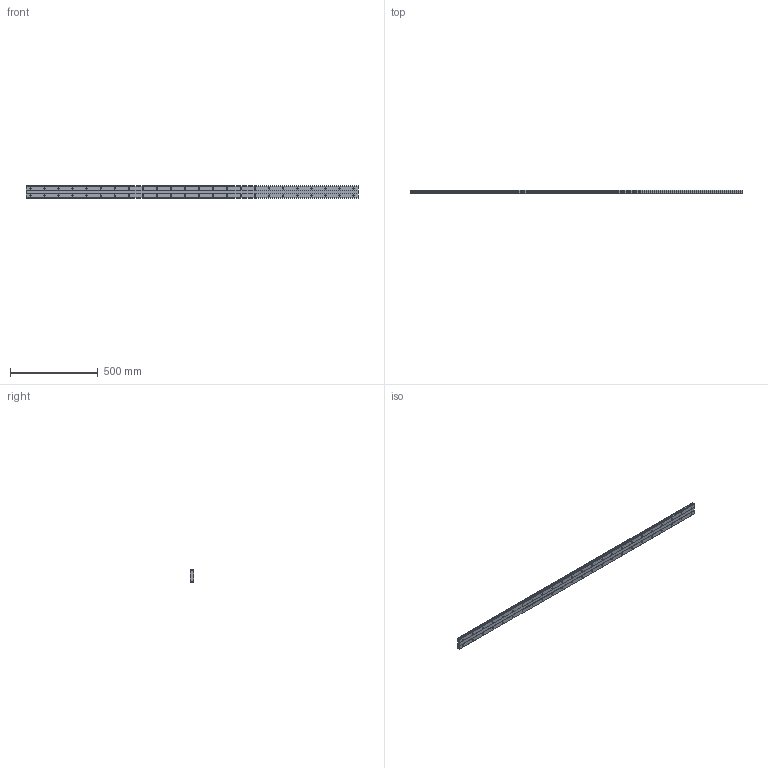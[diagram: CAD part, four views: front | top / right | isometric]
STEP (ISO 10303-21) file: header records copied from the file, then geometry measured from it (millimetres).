
FILE_DESCRIPTION (( 'STEP AP214' ), '1' );
FILE_NAME ('HRW35CA1SS-1890L_G25_0_B-M6F_891-7_0_0_0_1.STEP', '2021-07-06T12:59:39', ( '' ), ( '' ), 'SwSTEP 2.0', 'SolidWorks 2021', '' );
FILE_SCHEMA (( 'AUTOMOTIVE_DESIGN' ));
Length unit declared in the file: millimetre
Products named in the file (2): _HRW35CA189025 Track; HRW35CA1SS-1890L_G25_0_B-M6F_891-7_0_0_0_1
Assembly tree (1 placements, depth 2):
  HRW35CA1SS-1890L_G25_0_B-M6F_891-7_0_0_0_1
    _HRW35CA189025 Track
Bounding box: 1890 x 19 x 69 mm (x, y, z)
Volume: 2205323.7 mm3; surface area: 369036.8 mm2
Topology: 1 solids, 1 shells, 272 faces, 666 edges, 444 vertices
Faces by surface type: cylinder 196, plane 76
Entity records: 8480 total; most frequent: DIRECTION 1610, CARTESIAN_POINT 1386, ORIENTED_EDGE 1332, AXIS2_PLACEMENT_3D 668, EDGE_CURVE 666, VERTEX_POINT 444, EDGE_LOOP 416, CIRCLE 392
